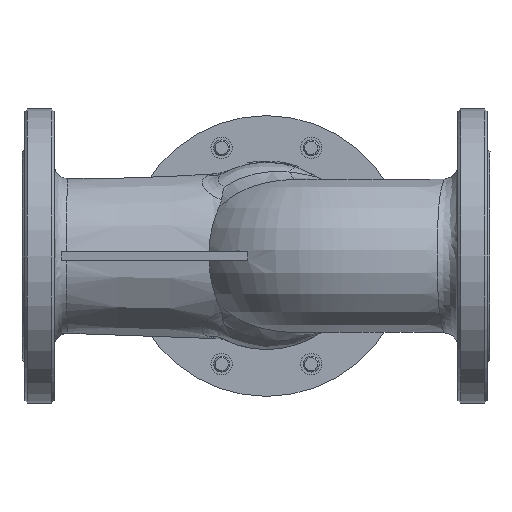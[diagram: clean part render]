
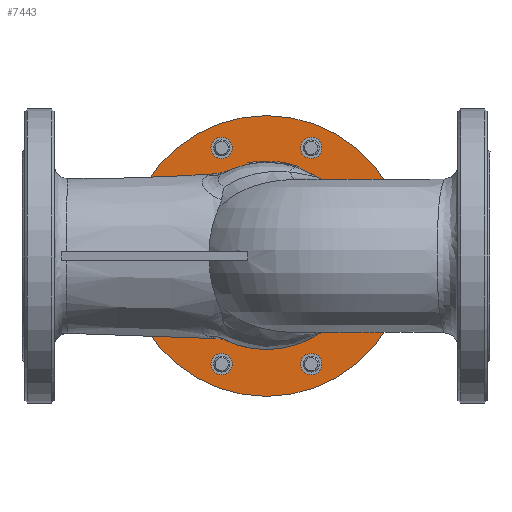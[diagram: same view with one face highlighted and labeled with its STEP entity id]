
A CAD part, front view. The second image highlights one B-rep face of the part: STEP entity #7443.
In plain terms, the highlighted planar face has unit normal (0, -1, 0).
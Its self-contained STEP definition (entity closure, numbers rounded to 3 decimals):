
#347=FACE_BOUND('',#1360,.T.);
#348=FACE_BOUND('',#1361,.T.);
#349=FACE_BOUND('',#1362,.T.);
#350=FACE_BOUND('',#1363,.T.);
#351=FACE_BOUND('',#1364,.T.);
#352=FACE_BOUND('',#1365,.T.);
#353=FACE_BOUND('',#1366,.T.);
#354=FACE_BOUND('',#1367,.T.);
#355=FACE_BOUND('',#1368,.T.);
#504=PLANE('',#8243);
#869=FACE_OUTER_BOUND('',#1359,.T.);
#1359=EDGE_LOOP('',(#6119));
#1360=EDGE_LOOP('',(#6120));
#1361=EDGE_LOOP('',(#6121));
#1362=EDGE_LOOP('',(#6122));
#1363=EDGE_LOOP('',(#6123));
#1364=EDGE_LOOP('',(#6124));
#1365=EDGE_LOOP('',(#6125));
#1366=EDGE_LOOP('',(#6126));
#1367=EDGE_LOOP('',(#6127));
#1368=EDGE_LOOP('',(#6128));
#1796=CIRCLE('',#8198,70.);
#1828=CIRCLE('',#8244,105.);
#1829=CIRCLE('',#8245,8.);
#1830=CIRCLE('',#8246,8.);
#1831=CIRCLE('',#8247,8.);
#1832=CIRCLE('',#8248,8.);
#1833=CIRCLE('',#8249,8.);
#1834=CIRCLE('',#8250,8.);
#1835=CIRCLE('',#8251,8.);
#1836=CIRCLE('',#8252,8.);
#3301=VERTEX_POINT('',#15935);
#3364=VERTEX_POINT('',#18677);
#3365=VERTEX_POINT('',#18679);
#3366=VERTEX_POINT('',#18681);
#3367=VERTEX_POINT('',#18683);
#3368=VERTEX_POINT('',#18685);
#3369=VERTEX_POINT('',#18687);
#3370=VERTEX_POINT('',#18689);
#3371=VERTEX_POINT('',#18691);
#3372=VERTEX_POINT('',#18693);
#4224=EDGE_CURVE('',#3301,#3301,#1796,.T.);
#4316=EDGE_CURVE('',#3364,#3364,#1828,.T.);
#4317=EDGE_CURVE('',#3365,#3365,#1829,.T.);
#4318=EDGE_CURVE('',#3366,#3366,#1830,.T.);
#4319=EDGE_CURVE('',#3367,#3367,#1831,.T.);
#4320=EDGE_CURVE('',#3368,#3368,#1832,.T.);
#4321=EDGE_CURVE('',#3369,#3369,#1833,.T.);
#4322=EDGE_CURVE('',#3370,#3370,#1834,.T.);
#4323=EDGE_CURVE('',#3371,#3371,#1835,.T.);
#4324=EDGE_CURVE('',#3372,#3372,#1836,.T.);
#6119=ORIENTED_EDGE('',*,*,#4316,.F.);
#6120=ORIENTED_EDGE('',*,*,#4317,.F.);
#6121=ORIENTED_EDGE('',*,*,#4318,.F.);
#6122=ORIENTED_EDGE('',*,*,#4319,.F.);
#6123=ORIENTED_EDGE('',*,*,#4320,.F.);
#6124=ORIENTED_EDGE('',*,*,#4321,.F.);
#6125=ORIENTED_EDGE('',*,*,#4322,.F.);
#6126=ORIENTED_EDGE('',*,*,#4323,.F.);
#6127=ORIENTED_EDGE('',*,*,#4324,.F.);
#6128=ORIENTED_EDGE('',*,*,#4224,.T.);
#7443=ADVANCED_FACE('',(#869,#347,#348,#349,#350,#351,#352,#353,#354,#355),
#504,.F.);
#8198=AXIS2_PLACEMENT_3D('',#15937,#9808,#9809);
#8243=AXIS2_PLACEMENT_3D('',#18676,#9903,#9904);
#8244=AXIS2_PLACEMENT_3D('',#18678,#9905,#9906);
#8245=AXIS2_PLACEMENT_3D('',#18680,#9907,#9908);
#8246=AXIS2_PLACEMENT_3D('',#18682,#9909,#9910);
#8247=AXIS2_PLACEMENT_3D('',#18684,#9911,#9912);
#8248=AXIS2_PLACEMENT_3D('',#18686,#9913,#9914);
#8249=AXIS2_PLACEMENT_3D('',#18688,#9915,#9916);
#8250=AXIS2_PLACEMENT_3D('',#18690,#9917,#9918);
#8251=AXIS2_PLACEMENT_3D('',#18692,#9919,#9920);
#8252=AXIS2_PLACEMENT_3D('',#18694,#9921,#9922);
#9808=DIRECTION('center_axis',(0.,1.,0.));
#9809=DIRECTION('ref_axis',(0.,0.,1.));
#9903=DIRECTION('center_axis',(0.,1.,0.));
#9904=DIRECTION('ref_axis',(0.,0.,1.));
#9905=DIRECTION('center_axis',(0.,1.,0.));
#9906=DIRECTION('ref_axis',(1.,0.,0.));
#9907=DIRECTION('center_axis',(0.,-1.,0.));
#9908=DIRECTION('ref_axis',(-1.,0.,0.));
#9909=DIRECTION('center_axis',(0.,-1.,0.));
#9910=DIRECTION('ref_axis',(-1.,0.,0.));
#9911=DIRECTION('center_axis',(0.,-1.,0.));
#9912=DIRECTION('ref_axis',(-1.,0.,0.));
#9913=DIRECTION('center_axis',(0.,-1.,0.));
#9914=DIRECTION('ref_axis',(-1.,0.,0.));
#9915=DIRECTION('center_axis',(0.,-1.,0.));
#9916=DIRECTION('ref_axis',(-1.,0.,0.));
#9917=DIRECTION('center_axis',(0.,-1.,0.));
#9918=DIRECTION('ref_axis',(-1.,0.,0.));
#9919=DIRECTION('center_axis',(0.,-1.,0.));
#9920=DIRECTION('ref_axis',(-1.,0.,0.));
#9921=DIRECTION('center_axis',(0.,-1.,0.));
#9922=DIRECTION('ref_axis',(-1.,0.,0.));
#15935=CARTESIAN_POINT('',(182.787,96.,-70.));
#15937=CARTESIAN_POINT('Origin',(182.787,96.,0.));
#18676=CARTESIAN_POINT('Origin',(182.787,96.,0.));
#18677=CARTESIAN_POINT('',(77.787,96.,0.));
#18678=CARTESIAN_POINT('Origin',(182.787,96.,0.));
#18679=CARTESIAN_POINT('',(271.626,96.,33.485));
#18680=CARTESIAN_POINT('Origin',(263.626,96.,33.485));
#18681=CARTESIAN_POINT('',(224.271,96.,80.839));
#18682=CARTESIAN_POINT('Origin',(216.271,96.,80.839));
#18683=CARTESIAN_POINT('',(157.302,96.,80.839));
#18684=CARTESIAN_POINT('Origin',(149.302,96.,80.839));
#18685=CARTESIAN_POINT('',(109.947,96.,33.485));
#18686=CARTESIAN_POINT('Origin',(101.947,96.,33.485));
#18687=CARTESIAN_POINT('',(109.947,96.,-33.485));
#18688=CARTESIAN_POINT('Origin',(101.947,96.,-33.485));
#18689=CARTESIAN_POINT('',(157.302,96.,-80.839));
#18690=CARTESIAN_POINT('Origin',(149.302,96.,-80.839));
#18691=CARTESIAN_POINT('',(224.271,96.,-80.839));
#18692=CARTESIAN_POINT('Origin',(216.271,96.,-80.839));
#18693=CARTESIAN_POINT('',(271.626,96.,-33.485));
#18694=CARTESIAN_POINT('Origin',(263.626,96.,-33.485));
